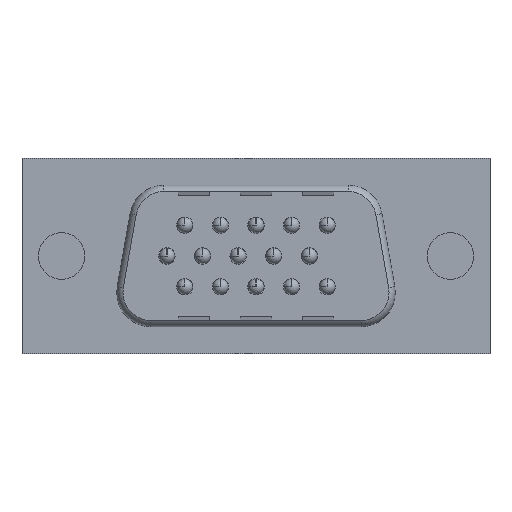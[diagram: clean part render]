
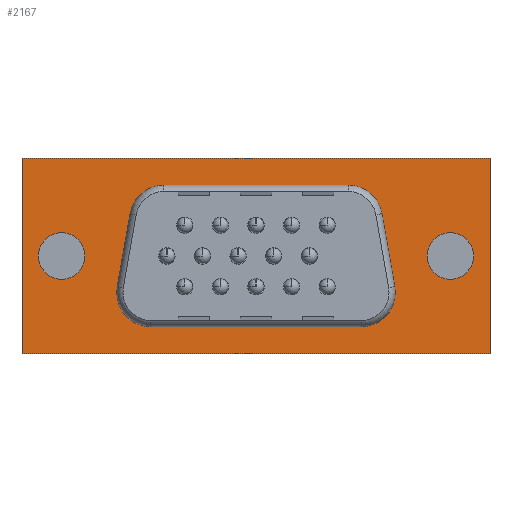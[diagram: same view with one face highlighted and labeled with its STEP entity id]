
A CAD part, front view. The second image highlights one B-rep face of the part: STEP entity #2167.
In plain terms, the highlighted planar face has unit normal (0, -1, 0).
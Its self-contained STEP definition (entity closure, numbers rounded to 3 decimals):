
#77=CARTESIAN_POINT('',(15.031,0.8,-0.325));
#78=VERTEX_POINT('',#77);
#85=CARTESIAN_POINT('',(3.169,0.8,-0.325));
#86=VERTEX_POINT('',#85);
#87=CARTESIAN_POINT('',(3.169,0.8,-0.325));
#88=DIRECTION('',(1.,0.,0.));
#89=VECTOR('',#88,11.863);
#90=LINE('',#87,#89);
#91=EDGE_CURVE('',#86,#78,#90,.T.);
#424=CARTESIAN_POINT('',(17.198,0.8,-2.143));
#425=VERTEX_POINT('',#424);
#432=CARTESIAN_POINT('',(15.031,0.8,-2.525));
#433=DIRECTION('',(0.,0.,1.));
#434=DIRECTION('',(0.,1.,0.));
#435=AXIS2_PLACEMENT_3D('',#432,#434,#433);
#436=CIRCLE('',#435,2.2);
#437=EDGE_CURVE('',#78,#425,#436,.T.);
#505=CARTESIAN_POINT('',(18.027,0.8,-6.843));
#506=VERTEX_POINT('',#505);
#513=CARTESIAN_POINT('',(17.198,0.8,-2.143));
#514=DIRECTION('',(0.174,0.,-0.985));
#515=VECTOR('',#514,4.773);
#516=LINE('',#513,#515);
#517=EDGE_CURVE('',#425,#506,#516,.T.);
#531=CARTESIAN_POINT('',(15.86,0.8,-9.425));
#532=VERTEX_POINT('',#531);
#539=CARTESIAN_POINT('',(15.86,0.8,-7.225));
#540=DIRECTION('',(0.985,0.,0.174));
#541=DIRECTION('',(0.,1.,0.));
#542=AXIS2_PLACEMENT_3D('',#539,#541,#540);
#543=CIRCLE('',#542,2.2);
#544=EDGE_CURVE('',#506,#532,#543,.T.);
#771=CARTESIAN_POINT('',(2.34,0.8,-9.425));
#772=VERTEX_POINT('',#771);
#779=CARTESIAN_POINT('',(15.86,0.8,-9.425));
#780=DIRECTION('',(-1.,0.,0.));
#781=VECTOR('',#780,13.52);
#782=LINE('',#779,#781);
#783=EDGE_CURVE('',#532,#772,#782,.T.);
#956=CARTESIAN_POINT('',(0.174,0.8,-6.843));
#957=VERTEX_POINT('',#956);
#964=CARTESIAN_POINT('',(2.34,0.8,-7.225));
#965=DIRECTION('',(0.,0.,-1.));
#966=DIRECTION('',(0.,1.,0.));
#967=AXIS2_PLACEMENT_3D('',#964,#966,#965);
#968=CIRCLE('',#967,2.2);
#969=EDGE_CURVE('',#772,#957,#968,.T.);
#983=CARTESIAN_POINT('',(1.002,0.8,-2.143));
#984=VERTEX_POINT('',#983);
#991=CARTESIAN_POINT('',(0.174,0.8,-6.843));
#992=DIRECTION('',(0.174,0.,0.985));
#993=VECTOR('',#992,4.773);
#994=LINE('',#991,#993);
#995=EDGE_CURVE('',#957,#984,#994,.T.);
#1104=CARTESIAN_POINT('',(3.169,0.8,-2.525));
#1105=DIRECTION('',(-0.985,0.,0.174));
#1106=DIRECTION('',(0.,1.,0.));
#1107=AXIS2_PLACEMENT_3D('',#1104,#1106,#1105);
#1108=CIRCLE('',#1107,2.2);
#1109=EDGE_CURVE('',#984,#86,#1108,.T.);
#2078=CARTESIAN_POINT('',(9.1,0.8,-4.875));
#2079=DIRECTION('',(1.,0.,0.));
#2080=DIRECTION('',(0.,-1.,0.));
#2081=AXIS2_PLACEMENT_3D('',#2078,#2080,#2079);
#2082=PLANE('',#2081);
#2083=CARTESIAN_POINT('',(-5.95,0.8,-11.15));
#2084=VERTEX_POINT('',#2083);
#2085=CARTESIAN_POINT('',(24.15,0.8,-11.15));
#2086=VERTEX_POINT('',#2085);
#2087=CARTESIAN_POINT('',(-5.95,0.8,-11.15));
#2088=DIRECTION('',(1.,0.,0.));
#2089=VECTOR('',#2088,30.1);
#2090=LINE('',#2087,#2089);
#2091=EDGE_CURVE('',#2084,#2086,#2090,.T.);
#2092=ORIENTED_EDGE('',*,*,#2091,.T.);
#2093=CARTESIAN_POINT('',(24.15,0.8,1.4));
#2094=VERTEX_POINT('',#2093);
#2095=CARTESIAN_POINT('',(24.15,0.8,-11.15));
#2096=DIRECTION('',(0.,0.,1.));
#2097=VECTOR('',#2096,12.55);
#2098=LINE('',#2095,#2097);
#2099=EDGE_CURVE('',#2086,#2094,#2098,.T.);
#2100=ORIENTED_EDGE('',*,*,#2099,.T.);
#2101=CARTESIAN_POINT('',(-5.95,0.8,1.4));
#2102=VERTEX_POINT('',#2101);
#2103=CARTESIAN_POINT('',(24.15,0.8,1.4));
#2104=DIRECTION('',(-1.,0.,0.));
#2105=VECTOR('',#2104,30.1);
#2106=LINE('',#2103,#2105);
#2107=EDGE_CURVE('',#2094,#2102,#2106,.T.);
#2108=ORIENTED_EDGE('',*,*,#2107,.T.);
#2109=CARTESIAN_POINT('',(-5.95,0.8,1.4));
#2110=DIRECTION('',(0.,0.,-1.));
#2111=VECTOR('',#2110,12.55);
#2112=LINE('',#2109,#2111);
#2113=EDGE_CURVE('',#2102,#2084,#2112,.T.);
#2114=ORIENTED_EDGE('',*,*,#2113,.T.);
#2115=EDGE_LOOP('',(#2092,#2100,#2108,#2114));
#2116=FACE_OUTER_BOUND('',#2115,.T.);
#2117=CARTESIAN_POINT('',(20.1,0.8,-4.875));
#2118=VERTEX_POINT('',#2117);
#2119=CARTESIAN_POINT('',(23.1,0.8,-4.875));
#2120=VERTEX_POINT('',#2119);
#2121=CARTESIAN_POINT('',(21.6,0.8,-4.875));
#2122=DIRECTION('',(-1.,0.,0.));
#2123=DIRECTION('',(0.,-1.,0.));
#2124=AXIS2_PLACEMENT_3D('',#2121,#2123,#2122);
#2125=CIRCLE('',#2124,1.5);
#2126=EDGE_CURVE('',#2118,#2120,#2125,.T.);
#2127=ORIENTED_EDGE('',*,*,#2126,.F.);
#2128=CARTESIAN_POINT('',(21.6,0.8,-4.875));
#2129=DIRECTION('',(-1.,0.,0.));
#2130=DIRECTION('',(0.,1.,0.));
#2131=AXIS2_PLACEMENT_3D('',#2128,#2130,#2129);
#2132=CIRCLE('',#2131,1.5);
#2133=EDGE_CURVE('',#2118,#2120,#2132,.T.);
#2134=ORIENTED_EDGE('',*,*,#2133,.T.);
#2135=EDGE_LOOP('',(#2127,#2134));
#2136=FACE_BOUND('',#2135,.T.);
#2137=CARTESIAN_POINT('',(-1.9,0.8,-4.875));
#2138=VERTEX_POINT('',#2137);
#2139=CARTESIAN_POINT('',(-4.9,0.8,-4.875));
#2140=VERTEX_POINT('',#2139);
#2141=CARTESIAN_POINT('',(-3.4,0.8,-4.875));
#2142=DIRECTION('',(1.,0.,0.));
#2143=DIRECTION('',(0.,1.,0.));
#2144=AXIS2_PLACEMENT_3D('',#2141,#2143,#2142);
#2145=CIRCLE('',#2144,1.5);
#2146=EDGE_CURVE('',#2138,#2140,#2145,.T.);
#2147=ORIENTED_EDGE('',*,*,#2146,.T.);
#2148=CARTESIAN_POINT('',(-3.4,0.8,-4.875));
#2149=DIRECTION('',(-1.,0.,0.));
#2150=DIRECTION('',(0.,1.,0.));
#2151=AXIS2_PLACEMENT_3D('',#2148,#2150,#2149);
#2152=CIRCLE('',#2151,1.5);
#2153=EDGE_CURVE('',#2140,#2138,#2152,.T.);
#2154=ORIENTED_EDGE('',*,*,#2153,.T.);
#2155=EDGE_LOOP('',(#2147,#2154));
#2156=FACE_BOUND('',#2155,.T.);
#2157=ORIENTED_EDGE('',*,*,#544,.T.);
#2158=ORIENTED_EDGE('',*,*,#783,.T.);
#2159=ORIENTED_EDGE('',*,*,#969,.T.);
#2160=ORIENTED_EDGE('',*,*,#995,.T.);
#2161=ORIENTED_EDGE('',*,*,#1109,.T.);
#2162=ORIENTED_EDGE('',*,*,#91,.T.);
#2163=ORIENTED_EDGE('',*,*,#437,.T.);
#2164=ORIENTED_EDGE('',*,*,#517,.T.);
#2165=EDGE_LOOP('',(#2157,#2158,#2159,#2160,#2161,#2162,#2163,#2164));
#2166=FACE_BOUND('',#2165,.T.);
#2167=ADVANCED_FACE('',(#2116,#2136,#2156,#2166),#2082,.T.);
